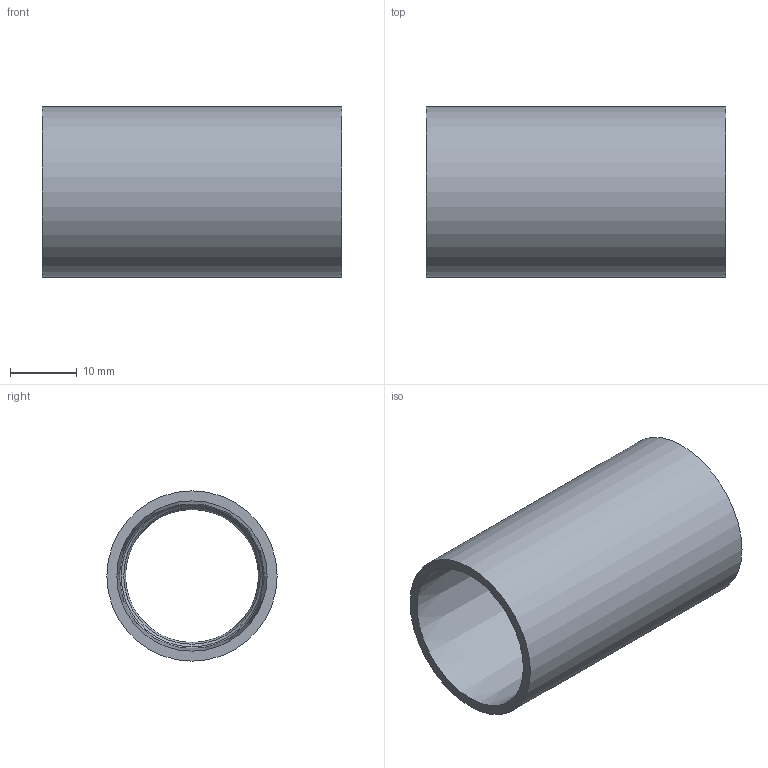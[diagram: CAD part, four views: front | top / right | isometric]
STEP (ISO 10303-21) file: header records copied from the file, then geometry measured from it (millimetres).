
FILE_DESCRIPTION(/* description */ (''),/* implementation_level */ '2;1');
FILE_NAME(/* name */ 'Conector Rigido 22-22.step',/* time_stamp */ '2020-04-01T00:09:45+02:00',/* author */ (''),/* organization */ (''),/* preprocessor_version */ 'ST-DEVELOPER v18',/* originating_system */ 'Autodesk Translation Framework v8.12.0.6',/* authorisation */ '');
FILE_SCHEMA (('AUTOMOTIVE_DESIGN { 1 0 10303 214 3 1 1 }'));
Length unit declared in the file: millimetre
Products named in the file (1): Conector Rigido 22-22
Bounding box: 45 x 25.6 x 25.6 mm (x, y, z)
Volume: 6048.6 mm3; surface area: 6993 mm2
Topology: 1 solids, 1 shells, 12 faces, 42 edges, 32 vertices
Faces by surface type: torus 4, cone 4, plane 2, cylinder 2
Full cylindrical faces by diameter (mm): 20 x1, 25.6 x1
Entity records: 535 total; most frequent: DIRECTION 104, CARTESIAN_POINT 87, ORIENTED_EDGE 84, AXIS2_PLACEMENT_3D 49, EDGE_CURVE 42, CIRCLE 36, VERTEX_POINT 32, EDGE_LOOP 14
